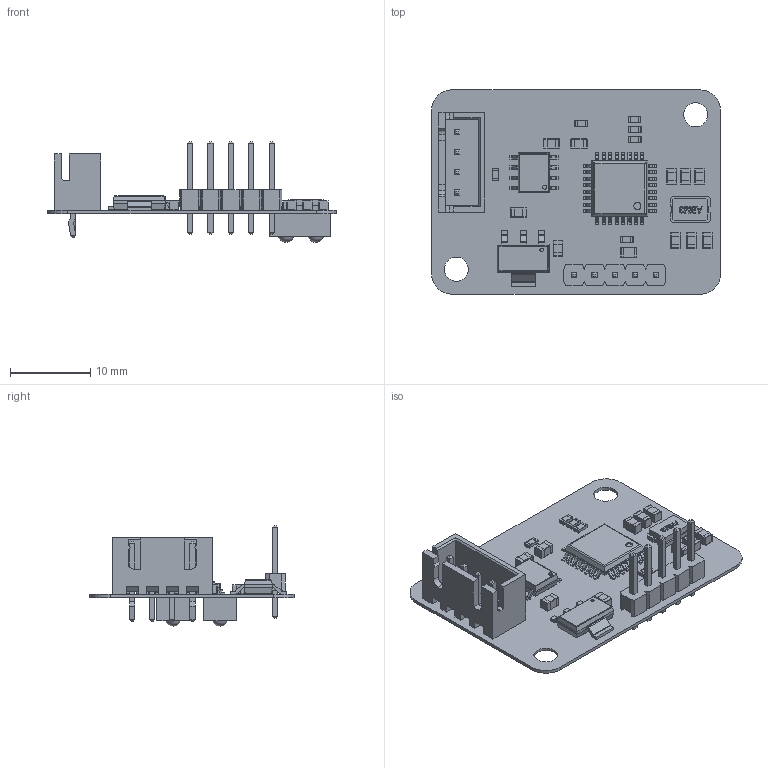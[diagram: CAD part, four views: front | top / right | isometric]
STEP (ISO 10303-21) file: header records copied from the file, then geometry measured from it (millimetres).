
FILE_DESCRIPTION(('Open CASCADE Model'),'2;1');
FILE_NAME('Open CASCADE Shape Model','2021-07-07T20:59:00',('Author'),( 'Open CASCADE'),'Open CASCADE STEP processor 6.8','Open CASCADE 6.8' ,'Unknown');
FILE_SCHEMA(('AUTOMOTIVE_DESIGN { 1 0 10303 214 1 1 1 1 }'));
Length unit declared in the file: millimetre
Products named in the file (94): PCB; Board; Open CASCADE STEP translator 6.8 1.1.1; Y1; ABM3; U5; 5953201040; Body; PinsArrayL; FilletPinR; U4; 6006218016; Extruded; 6006217776; Sphere; 6006217536; U3; U2; 5953200960; PinsArrayLR; PinsArrayTB; U1; 5953201440; R6; 5953202000; Mid_Body; Terminal; Open_CASCADE_STEP_translator_6.8_16.2.1; Mark; R5; 5953201520; R4; R3; R2; R1; 5953201920; LED1; 5953201840; Open_CASCADE_STEP_translator_6.8_19.2.1; L1 ...
Assembly tree (113 placements, depth 5):
  PCB
    Board
      Open CASCADE STEP translator 6.8 1.1.1
    Y1
      ABM3
    U5
      5953201040
        Body
        PinsArrayL
        FilletPinR
    U4
      6006218016
        Extruded
      6006217776
        Sphere
      6006217536
        Sphere
    U3
      6006218016
        Extruded
      6006217776
        Sphere
      6006217536
        Sphere
    U2
      5953200960
        Body
        PinsArrayLR
        PinsArrayTB
    U1
      5953201440
        Body
        PinsArrayLR
    R6
      5953202000
        Mid_Body
        Terminal  x2
          Open_CASCADE_STEP_translator_6.8_16.2.1
        Mark
    R5
      5953201520
        Mid_Body
        Terminal  x2
          Open_CASCADE_STEP_translator_6.8_16.2.1
        Mark
    R4
      5953202000
        Mid_Body
        Terminal  x2
          Open_CASCADE_STEP_translator_6.8_16.2.1
        Mark
    R3
      5953201520
        Mid_Body
        Terminal  x2
          Open_CASCADE_STEP_translator_6.8_16.2.1
        Mark
    R2
      5953201520
        Mid_Body
Bounding box: 35.96 x 25.42 x 12.54 mm (x, y, z)
Volume: 1088.4 mm3; surface area: 3779 mm2
Topology: 120 solids, 120 shells, 1762 faces, 4259 edges, 2668 vertices
Faces by surface type: plane 1272, cylinder 378, sphere 84, bspline 28
Full cylindrical faces by diameter (mm): 0.438 x1, 0.487 x1, 0.875 x1, 0.9 x5, 1 x4, 3 x2
Entity records: 43561 total; most frequent: CARTESIAN_POINT 8141, DIRECTION 6335, ORIENTED_EDGE 6310, EDGE_CURVE 3155, LINE 2607, VECTOR 2607, VERTEX_POINT 2046, AXIS2_PLACEMENT_3D 1864
